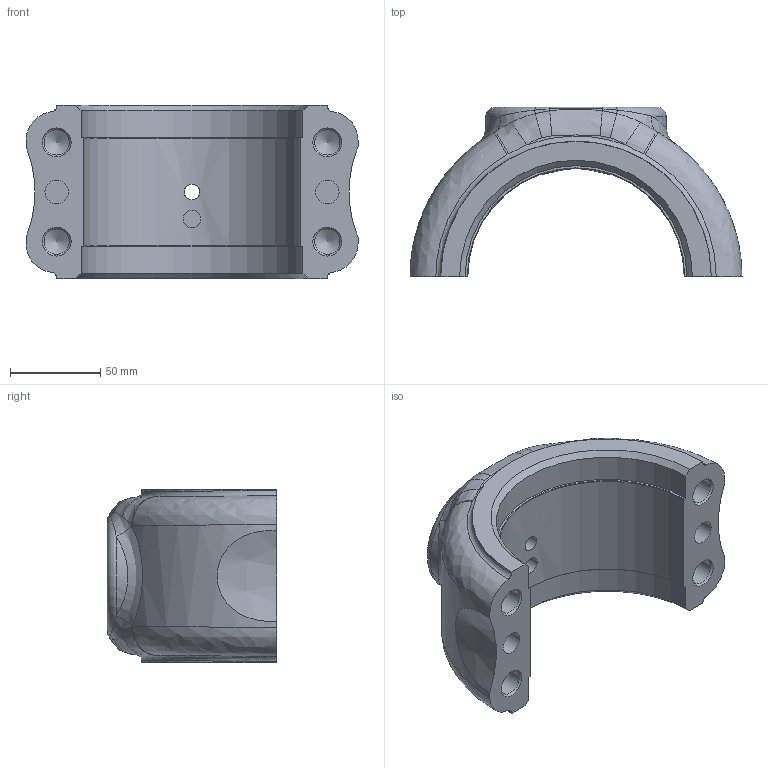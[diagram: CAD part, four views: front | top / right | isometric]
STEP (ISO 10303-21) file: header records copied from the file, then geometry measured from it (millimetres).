
FILE_DESCRIPTION (( 'STEP AP203' ), '1' );
FILE_NAME ('302B02-衝桿蓋.STEP', '2023-09-28T06:04:55', ( '' ), ( '' ), 'SwSTEP 2.0', 'SolidWorks 2018', '' );
FILE_SCHEMA (( 'CONFIG_CONTROL_DESIGN' ));
Length unit declared in the file: millimetre
Products named in the file (1): 302B02-衝桿蓋
Bounding box: 184 x 94 x 96 mm (x, y, z)
Volume: 650813.6 mm3; surface area: 73528 mm2
Topology: 1 solids, 1 shells, 97 faces, 225 edges, 136 vertices
Faces by surface type: bspline 42, cylinder 21, cone 17, plane 15, torus 2
Full cylindrical faces by diameter (mm): 8.5 x2, 8.7 x1, 9.8 x1, 13 x4, 14 x4
Entity records: 4912 total; most frequent: CARTESIAN_POINT 3027, ORIENTED_EDGE 392, DIRECTION 314, EDGE_CURVE 196, AXIS2_PLACEMENT_3D 142, VERTEX_POINT 130, EDGE_LOOP 128, FACE_OUTER_BOUND 109
